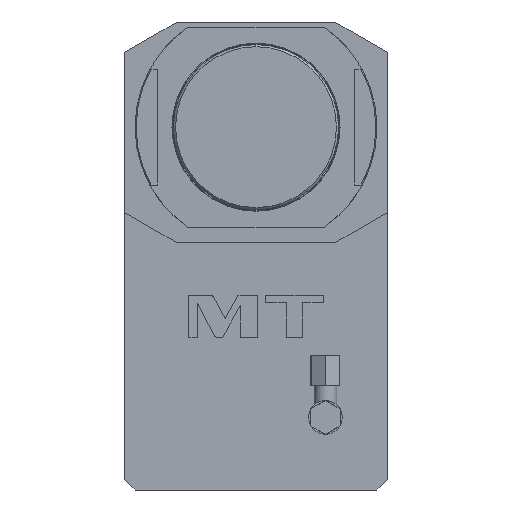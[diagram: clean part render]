
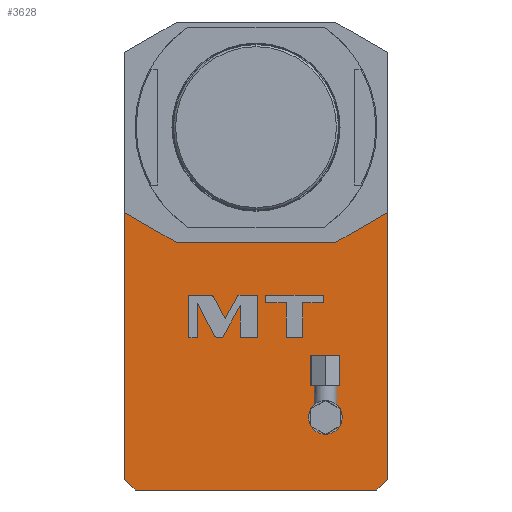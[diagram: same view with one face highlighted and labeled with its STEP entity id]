
A CAD part, left-side view. The second image highlights one B-rep face of the part: STEP entity #3628.
In plain terms, the highlighted planar face has unit normal (-1, 0, 0).
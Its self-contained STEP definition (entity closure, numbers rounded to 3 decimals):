
#201=DIRECTION('',(0.,0.,1.));
#202=VECTOR('',#201,126.934);
#203=CARTESIAN_POINT('',(-70.5,62.5,-57.5));
#204=LINE('',#203,#202);
#221=DIRECTION('',(0.,0.,1.));
#222=VECTOR('',#221,126.934);
#223=CARTESIAN_POINT('',(-70.5,-62.5,-57.5));
#224=LINE('',#223,#222);
#237=DIRECTION('',(0.,1.,0.));
#238=VECTOR('',#237,115.);
#239=CARTESIAN_POINT('',(-70.5,-57.5,-62.5));
#240=LINE('',#239,#238);
#241=DIRECTION('',(0.,-0.707,0.707));
#242=VECTOR('',#241,7.071);
#243=CARTESIAN_POINT('',(-70.5,-57.5,-62.5));
#244=LINE('',#243,#242);
#245=DIRECTION('',(0.,-0.707,-0.707));
#246=VECTOR('',#245,7.071);
#247=CARTESIAN_POINT('',(-70.5,62.5,-57.5));
#248=LINE('',#247,#246);
#249=DIRECTION('',(0.,0.866,0.5));
#250=VECTOR('',#249,28.868);
#251=CARTESIAN_POINT('',(-70.5,37.5,55.));
#252=LINE('',#251,#250);
#253=DIRECTION('',(0.,1.,0.));
#254=VECTOR('',#253,75.);
#255=CARTESIAN_POINT('',(-70.5,-37.5,55.));
#256=LINE('',#255,#254);
#257=DIRECTION('',(0.,0.866,-0.5));
#258=VECTOR('',#257,28.868);
#259=CARTESIAN_POINT('',(-70.5,-62.5,69.434));
#260=LINE('',#259,#258);
#261=CARTESIAN_POINT('',(-70.5,-33.,-28.));
#262=DIRECTION('',(-1.,0.,0.));
#263=DIRECTION('',(0.,-1.,0.));
#264=AXIS2_PLACEMENT_3D('',#261,#262,#263);
#266=CARTESIAN_POINT('',(-70.5,-33.,-28.));
#267=DIRECTION('',(-1.,0.,0.));
#268=DIRECTION('',(0.,1.,0.));
#269=AXIS2_PLACEMENT_3D('',#266,#267,#268);
#271=CARTESIAN_POINT('',(-70.5,19.771,28.698));
#272=CARTESIAN_POINT('',(-70.5,20.186,29.501));
#273=CARTESIAN_POINT('',(-70.5,21.006,30.));
#274=CARTESIAN_POINT('',(-70.5,21.91,30.));
#276=DIRECTION('',(0.,1.,0.));
#277=VECTOR('',#276,10.054);
#278=CARTESIAN_POINT('',(-70.5,21.91,30.));
#279=LINE('',#278,#277);
#280=DIRECTION('',(0.,0.,-1.));
#281=VECTOR('',#280,20.);
#282=CARTESIAN_POINT('',(-70.5,31.964,30.));
#283=LINE('',#282,#281);
#284=DIRECTION('',(0.,-1.,0.));
#285=VECTOR('',#284,4.16);
#286=CARTESIAN_POINT('',(-70.5,31.964,10.));
#287=LINE('',#286,#285);
#288=DIRECTION('',(0.,0.,1.));
#289=VECTOR('',#288,16.202);
#290=CARTESIAN_POINT('',(-70.5,27.804,10.));
#291=LINE('',#290,#289);
#292=DIRECTION('',(0.,-0.459,-0.888));
#293=VECTOR('',#292,16.774);
#294=CARTESIAN_POINT('',(-70.5,27.804,26.202));
#295=LINE('',#294,#293);
#296=CARTESIAN_POINT('',(-70.5,20.1,11.302));
#297=CARTESIAN_POINT('',(-70.5,19.684,10.498));
#298=CARTESIAN_POINT('',(-70.5,18.863,10.));
#299=CARTESIAN_POINT('',(-70.5,17.958,10.));
#301=DIRECTION('',(0.,-1.,0.));
#302=VECTOR('',#301,2.086);
#303=CARTESIAN_POINT('',(-70.5,17.958,10.));
#304=LINE('',#303,#302);
#305=DIRECTION('',(0.,-0.481,0.877));
#306=VECTOR('',#305,17.353);
#307=CARTESIAN_POINT('',(-70.5,15.872,10.));
#308=LINE('',#307,#306);
#309=DIRECTION('',(0.,0.,-1.));
#310=VECTOR('',#309,15.212);
#311=CARTESIAN_POINT('',(-70.5,7.522,25.212));
#312=LINE('',#311,#310);
#313=DIRECTION('',(0.,-1.,0.));
#314=VECTOR('',#313,8.416);
#315=CARTESIAN_POINT('',(-70.5,7.522,10.));
#316=LINE('',#315,#314);
#317=DIRECTION('',(0.,0.,1.));
#318=VECTOR('',#317,20.);
#319=CARTESIAN_POINT('',(-70.5,-0.894,10.));
#320=LINE('',#319,#318);
#321=DIRECTION('',(0.,1.,0.));
#322=VECTOR('',#321,9.488);
#323=CARTESIAN_POINT('',(-70.5,-0.894,30.));
#324=LINE('',#323,#322);
#325=DIRECTION('',(0.,0.481,-0.877));
#326=VECTOR('',#325,12.681);
#327=CARTESIAN_POINT('',(-70.5,8.594,30.));
#328=LINE('',#327,#326);
#329=DIRECTION('',(0.,0.459,0.888));
#330=VECTOR('',#329,11.049);
#331=CARTESIAN_POINT('',(-70.5,14.696,18.884));
#332=LINE('',#331,#330);
#333=DIRECTION('',(0.,0.,-1.));
#334=VECTOR('',#333,16.594);
#335=CARTESIAN_POINT('',(-70.5,-14.344,26.594));
#336=LINE('',#335,#334);
#337=DIRECTION('',(0.,-1.,0.));
#338=VECTOR('',#337,7.922);
#339=CARTESIAN_POINT('',(-70.5,-14.344,10.));
#340=LINE('',#339,#338);
#341=DIRECTION('',(0.,0.,1.));
#342=VECTOR('',#341,16.594);
#343=CARTESIAN_POINT('',(-70.5,-22.266,10.));
#344=LINE('',#343,#342);
#345=DIRECTION('',(0.,-1.,0.));
#346=VECTOR('',#345,9.696);
#347=CARTESIAN_POINT('',(-70.5,-22.266,26.594));
#348=LINE('',#347,#346);
#349=DIRECTION('',(0.,0.,1.));
#350=VECTOR('',#349,3.406);
#351=CARTESIAN_POINT('',(-70.5,-31.962,26.594));
#352=LINE('',#351,#350);
#353=DIRECTION('',(0.,1.,0.));
#354=VECTOR('',#353,27.314);
#355=CARTESIAN_POINT('',(-70.5,-31.962,30.));
#356=LINE('',#355,#354);
#357=DIRECTION('',(0.,0.,-1.));
#358=VECTOR('',#357,3.406);
#359=CARTESIAN_POINT('',(-70.5,-4.648,30.));
#360=LINE('',#359,#358);
#361=DIRECTION('',(0.,-1.,0.));
#362=VECTOR('',#361,9.696);
#363=CARTESIAN_POINT('',(-70.5,-4.648,26.594));
#364=LINE('',#363,#362);
#2677=CARTESIAN_POINT('',(-70.5,-37.5,55.));
#2678=CARTESIAN_POINT('',(-70.5,37.5,55.));
#2679=VERTEX_POINT('',#2677);
#2680=VERTEX_POINT('',#2678);
#2689=CARTESIAN_POINT('',(-70.5,-62.5,69.434));
#2690=VERTEX_POINT('',#2689);
#2691=CARTESIAN_POINT('',(-70.5,62.5,69.434));
#2692=VERTEX_POINT('',#2691);
#2693=CARTESIAN_POINT('',(-70.5,-57.5,-62.5));
#2694=CARTESIAN_POINT('',(-70.5,-62.5,-57.5));
#2695=VERTEX_POINT('',#2693);
#2696=VERTEX_POINT('',#2694);
#2697=CARTESIAN_POINT('',(-70.5,62.5,-57.5));
#2698=CARTESIAN_POINT('',(-70.5,57.5,-62.5));
#2699=VERTEX_POINT('',#2697);
#2700=VERTEX_POINT('',#2698);
#3225=CARTESIAN_POINT('',(-70.5,-39.95,-28.));
#3226=CARTESIAN_POINT('',(-70.5,-26.05,-28.));
#3227=VERTEX_POINT('',#3225);
#3228=VERTEX_POINT('',#3226);
#3272=CARTESIAN_POINT('',(-70.5,19.771,28.698));
#3273=VERTEX_POINT('',#3272);
#3274=CARTESIAN_POINT('',(-70.5,21.91,30.));
#3275=VERTEX_POINT('',#3274);
#3276=CARTESIAN_POINT('',(-70.5,31.964,30.));
#3277=VERTEX_POINT('',#3276);
#3278=CARTESIAN_POINT('',(-70.5,31.964,10.));
#3279=VERTEX_POINT('',#3278);
#3280=CARTESIAN_POINT('',(-70.5,27.804,10.));
#3281=VERTEX_POINT('',#3280);
#3282=CARTESIAN_POINT('',(-70.5,27.804,26.202));
#3283=VERTEX_POINT('',#3282);
#3284=CARTESIAN_POINT('',(-70.5,20.1,11.302));
#3285=VERTEX_POINT('',#3284);
#3286=CARTESIAN_POINT('',(-70.5,17.958,10.));
#3287=VERTEX_POINT('',#3286);
#3288=CARTESIAN_POINT('',(-70.5,15.872,10.));
#3289=VERTEX_POINT('',#3288);
#3290=CARTESIAN_POINT('',(-70.5,7.522,25.212));
#3291=VERTEX_POINT('',#3290);
#3292=CARTESIAN_POINT('',(-70.5,7.522,10.));
#3293=VERTEX_POINT('',#3292);
#3294=CARTESIAN_POINT('',(-70.5,-0.894,10.));
#3295=VERTEX_POINT('',#3294);
#3296=CARTESIAN_POINT('',(-70.5,-0.894,30.));
#3297=VERTEX_POINT('',#3296);
#3298=CARTESIAN_POINT('',(-70.5,8.594,30.));
#3299=VERTEX_POINT('',#3298);
#3300=CARTESIAN_POINT('',(-70.5,14.696,18.884));
#3301=VERTEX_POINT('',#3300);
#3302=CARTESIAN_POINT('',(-70.5,-14.344,26.594));
#3303=VERTEX_POINT('',#3302);
#3304=CARTESIAN_POINT('',(-70.5,-14.344,10.));
#3305=VERTEX_POINT('',#3304);
#3306=CARTESIAN_POINT('',(-70.5,-22.266,10.));
#3307=VERTEX_POINT('',#3306);
#3308=CARTESIAN_POINT('',(-70.5,-22.266,26.594));
#3309=VERTEX_POINT('',#3308);
#3310=CARTESIAN_POINT('',(-70.5,-31.962,26.594));
#3311=VERTEX_POINT('',#3310);
#3312=CARTESIAN_POINT('',(-70.5,-31.962,30.));
#3313=VERTEX_POINT('',#3312);
#3314=CARTESIAN_POINT('',(-70.5,-4.648,30.));
#3315=VERTEX_POINT('',#3314);
#3316=CARTESIAN_POINT('',(-70.5,-4.648,26.594));
#3317=VERTEX_POINT('',#3316);
#3554=CARTESIAN_POINT('',(-70.5,0.,0.));
#3555=DIRECTION('',(-1.,0.,0.));
#3556=DIRECTION('',(0.,0.,-1.));
#3557=AXIS2_PLACEMENT_3D('',#3554,#3555,#3556);
#3558=PLANE('',#3557);
#3559=ORIENTED_EDGE('',*,*,#3534,.F.);
#3560=ORIENTED_EDGE('',*,*,#3547,.T.);
#3561=ORIENTED_EDGE('',*,*,#3441,.F.);
#3562=ORIENTED_EDGE('',*,*,#3460,.T.);
#3564=ORIENTED_EDGE('',*,*,#3563,.F.);
#3566=ORIENTED_EDGE('',*,*,#3565,.F.);
#3568=ORIENTED_EDGE('',*,*,#3567,.F.);
#3569=ORIENTED_EDGE('',*,*,#3516,.F.);
#3570=EDGE_LOOP('',(#3559,#3560,#3561,#3562,#3564,#3566,#3568,#3569));
#3571=FACE_OUTER_BOUND('',#3570,.F.);
#3573=ORIENTED_EDGE('',*,*,#3572,.T.);
#3575=ORIENTED_EDGE('',*,*,#3574,.T.);
#3576=EDGE_LOOP('',(#3573,#3575));
#3577=FACE_BOUND('',#3576,.F.);
#3579=ORIENTED_EDGE('',*,*,#3578,.T.);
#3581=ORIENTED_EDGE('',*,*,#3580,.T.);
#3583=ORIENTED_EDGE('',*,*,#3582,.T.);
#3585=ORIENTED_EDGE('',*,*,#3584,.T.);
#3587=ORIENTED_EDGE('',*,*,#3586,.T.);
#3589=ORIENTED_EDGE('',*,*,#3588,.T.);
#3591=ORIENTED_EDGE('',*,*,#3590,.T.);
#3593=ORIENTED_EDGE('',*,*,#3592,.T.);
#3595=ORIENTED_EDGE('',*,*,#3594,.T.);
#3597=ORIENTED_EDGE('',*,*,#3596,.T.);
#3599=ORIENTED_EDGE('',*,*,#3598,.T.);
#3601=ORIENTED_EDGE('',*,*,#3600,.T.);
#3603=ORIENTED_EDGE('',*,*,#3602,.T.);
#3605=ORIENTED_EDGE('',*,*,#3604,.T.);
#3607=ORIENTED_EDGE('',*,*,#3606,.T.);
#3608=EDGE_LOOP('',(#3579,#3581,#3583,#3585,#3587,#3589,#3591,#3593,#3595,#3597,
#3599,#3601,#3603,#3605,#3607));
#3609=FACE_BOUND('',#3608,.F.);
#3611=ORIENTED_EDGE('',*,*,#3610,.T.);
#3613=ORIENTED_EDGE('',*,*,#3612,.T.);
#3615=ORIENTED_EDGE('',*,*,#3614,.T.);
#3617=ORIENTED_EDGE('',*,*,#3616,.T.);
#3619=ORIENTED_EDGE('',*,*,#3618,.T.);
#3621=ORIENTED_EDGE('',*,*,#3620,.T.);
#3623=ORIENTED_EDGE('',*,*,#3622,.T.);
#3625=ORIENTED_EDGE('',*,*,#3624,.T.);
#3626=EDGE_LOOP('',(#3611,#3613,#3615,#3617,#3619,#3621,#3623,#3625));
#3627=FACE_BOUND('',#3626,.F.);
#3628=ADVANCED_FACE('',(#3571,#3577,#3609,#3627),#3558,.T.);
#265=CIRCLE('',#264,6.95);
#270=CIRCLE('',#269,6.95);
#275=B_SPLINE_CURVE_WITH_KNOTS('',3,(#271,#272,#273,#274),.UNSPECIFIED.,.F.,.F.,
(4,4),(0.,1.),.UNSPECIFIED.);
#300=B_SPLINE_CURVE_WITH_KNOTS('',3,(#296,#297,#298,#299),.UNSPECIFIED.,.F.,.F.,
(4,4),(0.,1.),.UNSPECIFIED.);
#3441=EDGE_CURVE('',#2699,#2700,#248,.T.);
#3460=EDGE_CURVE('',#2699,#2692,#204,.T.);
#3516=EDGE_CURVE('',#2696,#2690,#224,.T.);
#3534=EDGE_CURVE('',#2695,#2696,#244,.T.);
#3547=EDGE_CURVE('',#2695,#2700,#240,.T.);
#3563=EDGE_CURVE('',#2680,#2692,#252,.T.);
#3565=EDGE_CURVE('',#2679,#2680,#256,.T.);
#3567=EDGE_CURVE('',#2690,#2679,#260,.T.);
#3572=EDGE_CURVE('',#3227,#3228,#265,.T.);
#3574=EDGE_CURVE('',#3228,#3227,#270,.T.);
#3578=EDGE_CURVE('',#3273,#3275,#275,.T.);
#3580=EDGE_CURVE('',#3275,#3277,#279,.T.);
#3582=EDGE_CURVE('',#3277,#3279,#283,.T.);
#3584=EDGE_CURVE('',#3279,#3281,#287,.T.);
#3586=EDGE_CURVE('',#3281,#3283,#291,.T.);
#3588=EDGE_CURVE('',#3283,#3285,#295,.T.);
#3590=EDGE_CURVE('',#3285,#3287,#300,.T.);
#3592=EDGE_CURVE('',#3287,#3289,#304,.T.);
#3594=EDGE_CURVE('',#3289,#3291,#308,.T.);
#3596=EDGE_CURVE('',#3291,#3293,#312,.T.);
#3598=EDGE_CURVE('',#3293,#3295,#316,.T.);
#3600=EDGE_CURVE('',#3295,#3297,#320,.T.);
#3602=EDGE_CURVE('',#3297,#3299,#324,.T.);
#3604=EDGE_CURVE('',#3299,#3301,#328,.T.);
#3606=EDGE_CURVE('',#3301,#3273,#332,.T.);
#3610=EDGE_CURVE('',#3303,#3305,#336,.T.);
#3612=EDGE_CURVE('',#3305,#3307,#340,.T.);
#3614=EDGE_CURVE('',#3307,#3309,#344,.T.);
#3616=EDGE_CURVE('',#3309,#3311,#348,.T.);
#3618=EDGE_CURVE('',#3311,#3313,#352,.T.);
#3620=EDGE_CURVE('',#3313,#3315,#356,.T.);
#3622=EDGE_CURVE('',#3315,#3317,#360,.T.);
#3624=EDGE_CURVE('',#3317,#3303,#364,.T.);
